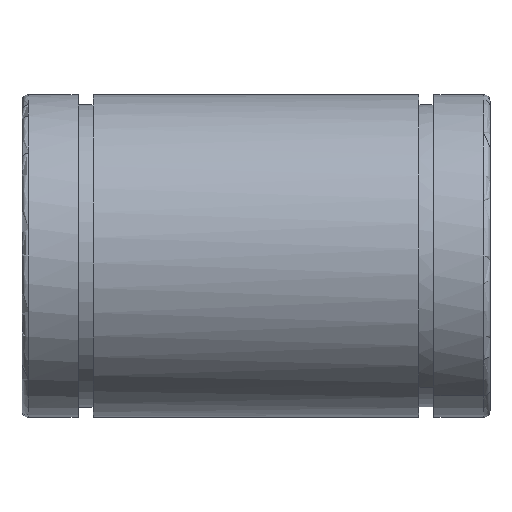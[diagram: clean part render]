
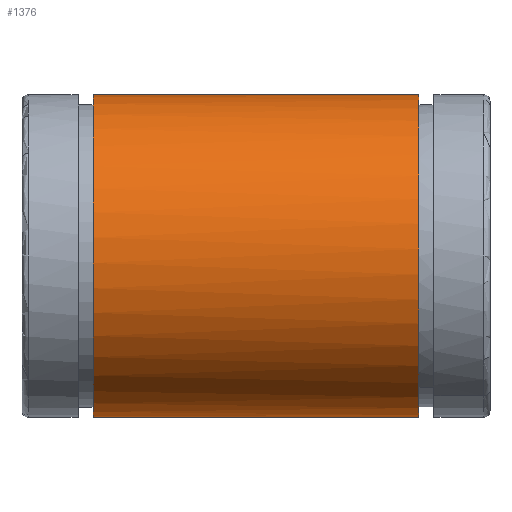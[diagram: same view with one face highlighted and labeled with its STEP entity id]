
A CAD part, front view. The second image highlights one B-rep face of the part: STEP entity #1376.
In plain terms, the highlighted cylindrical face has radius 20 mm (diameter 40 mm), a partial arc.
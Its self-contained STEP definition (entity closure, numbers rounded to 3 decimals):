
#1368=AXIS2_PLACEMENT_3D('Cylinder Axis2P3D',#1365,#1366,#1367) ;
#1220=CARTESIAN_POINT('Vertex',(49.2,0.,-20.)) ;
#1233=CARTESIAN_POINT('Vertex',(49.2,0.,20.)) ;
#1237=CARTESIAN_POINT('Control Point',(49.2,0.,-20.)) ;
#1238=CARTESIAN_POINT('Control Point',(49.2,-1.972,-20.)) ;
#1239=CARTESIAN_POINT('Control Point',(49.2,-3.944,-19.757)) ;
#1240=CARTESIAN_POINT('Control Point',(49.2,-5.876,-19.271)) ;
#1241=CARTESIAN_POINT('Control Point',(49.2,-9.58,-17.833)) ;
#1242=CARTESIAN_POINT('Control Point',(49.2,-12.824,-15.539)) ;
#1243=CARTESIAN_POINT('Control Point',(49.2,-14.296,-14.196)) ;
#1244=CARTESIAN_POINT('Control Point',(49.2,-16.878,-11.176)) ;
#1245=CARTESIAN_POINT('Control Point',(49.2,-18.65,-7.62)) ;
#1246=CARTESIAN_POINT('Control Point',(49.2,-19.311,-5.741)) ;
#1247=CARTESIAN_POINT('Control Point',(49.2,-20.157,-1.859)) ;
#1248=CARTESIAN_POINT('Control Point',(49.2,-20.036,2.113)) ;
#1249=CARTESIAN_POINT('Control Point',(49.2,-19.729,4.081)) ;
#1250=CARTESIAN_POINT('Control Point',(49.2,-18.637,7.902)) ;
#1251=CARTESIAN_POINT('Control Point',(49.2,-16.65,11.343)) ;
#1252=CARTESIAN_POINT('Control Point',(49.2,-15.449,12.932)) ;
#1253=CARTESIAN_POINT('Control Point',(49.2,-12.679,15.781)) ;
#1254=CARTESIAN_POINT('Control Point',(49.2,-9.3,17.872)) ;
#1255=CARTESIAN_POINT('Control Point',(49.2,-7.49,18.703)) ;
#1256=CARTESIAN_POINT('Control Point',(49.2,-4.889,19.526)) ;
#1257=CARTESIAN_POINT('Control Point',(49.2,-2.205,19.899)) ;
#1258=CARTESIAN_POINT('Control Point',(49.2,-1.471,19.966)) ;
#1259=CARTESIAN_POINT('Control Point',(49.2,-0.736,20.)) ;
#1260=CARTESIAN_POINT('Control Point',(49.2,0.,20.)) ;
#1302=CARTESIAN_POINT('Vertex',(8.8,0.,-20.)) ;
#1304=CARTESIAN_POINT('Vertex',(8.8,0.,20.)) ;
#1308=CARTESIAN_POINT('Control Point',(8.8,0.,20.)) ;
#1309=CARTESIAN_POINT('Control Point',(8.8,-1.972,20.)) ;
#1310=CARTESIAN_POINT('Control Point',(8.8,-3.944,19.757)) ;
#1311=CARTESIAN_POINT('Control Point',(8.8,-5.876,19.271)) ;
#1312=CARTESIAN_POINT('Control Point',(8.8,-9.58,17.833)) ;
#1313=CARTESIAN_POINT('Control Point',(8.8,-12.824,15.539)) ;
#1314=CARTESIAN_POINT('Control Point',(8.8,-14.296,14.196)) ;
#1315=CARTESIAN_POINT('Control Point',(8.8,-16.878,11.176)) ;
#1316=CARTESIAN_POINT('Control Point',(8.8,-18.65,7.62)) ;
#1317=CARTESIAN_POINT('Control Point',(8.8,-19.311,5.741)) ;
#1318=CARTESIAN_POINT('Control Point',(8.8,-20.157,1.859)) ;
#1319=CARTESIAN_POINT('Control Point',(8.8,-20.036,-2.113)) ;
#1320=CARTESIAN_POINT('Control Point',(8.8,-19.729,-4.081)) ;
#1321=CARTESIAN_POINT('Control Point',(8.8,-18.637,-7.902)) ;
#1322=CARTESIAN_POINT('Control Point',(8.8,-16.65,-11.343)) ;
#1323=CARTESIAN_POINT('Control Point',(8.8,-15.449,-12.932)) ;
#1324=CARTESIAN_POINT('Control Point',(8.8,-12.679,-15.781)) ;
#1325=CARTESIAN_POINT('Control Point',(8.8,-9.3,-17.872)) ;
#1326=CARTESIAN_POINT('Control Point',(8.8,-7.49,-18.703)) ;
#1327=CARTESIAN_POINT('Control Point',(8.8,-4.889,-19.526)) ;
#1328=CARTESIAN_POINT('Control Point',(8.8,-2.205,-19.899)) ;
#1329=CARTESIAN_POINT('Control Point',(8.8,-1.471,-19.966)) ;
#1330=CARTESIAN_POINT('Control Point',(8.8,-0.736,-20.)) ;
#1331=CARTESIAN_POINT('Control Point',(8.8,0.,-20.)) ;
#1347=CARTESIAN_POINT('Line Origine',(29.,0.,-20.)) ;
#1352=CARTESIAN_POINT('Line Origine',(29.,0.,20.)) ;
#1365=CARTESIAN_POINT('Axis2P3D Location',(29.,0.,0.)) ;
#1348=DIRECTION('Vector Direction',(1.,0.,0.)) ;
#1353=DIRECTION('Vector Direction',(1.,0.,0.)) ;
#1366=DIRECTION('Axis2P3D Direction',(1.,0.,0.)) ;
#1367=DIRECTION('Axis2P3D XDirection',(0.,0.,1.)) ;
#1349=VECTOR('Line Direction',#1348,1.) ;
#1354=VECTOR('Line Direction',#1353,1.) ;
#1371=ORIENTED_EDGE('',*,*,#1351,.T.) ;
#1372=ORIENTED_EDGE('',*,*,#1261,.T.) ;
#1373=ORIENTED_EDGE('',*,*,#1356,.T.) ;
#1374=ORIENTED_EDGE('',*,*,#1332,.T.) ;
#1376=ADVANCED_FACE('',(#1375),#1369,.T.) ;
#1236=B_SPLINE_CURVE_WITH_KNOTS('',5,(#1237,#1238,#1239,#1240,#1241,#1242,#1243,#1244,#1245,#1246,#1247,#1248,#1249,#1250,#1251,#1252,#1253,#1254,#1255,#1256,#1257,#1258,#1259,#1260),.UNSPECIFIED.,.F.,.U.,(6,3,3,3,3,3,3,6),(0.,13.943,27.885,41.828,55.77,69.713,83.656,88.857),.UNSPECIFIED.) ;
#1307=B_SPLINE_CURVE_WITH_KNOTS('',5,(#1308,#1309,#1310,#1311,#1312,#1313,#1314,#1315,#1316,#1317,#1318,#1319,#1320,#1321,#1322,#1323,#1324,#1325,#1326,#1327,#1328,#1329,#1330,#1331),.UNSPECIFIED.,.F.,.U.,(6,3,3,3,3,3,3,6),(0.,13.943,27.885,41.828,55.77,69.713,83.656,88.857),.UNSPECIFIED.) ;
#1369=CYLINDRICAL_SURFACE('generated cylinder',#1368,20.) ;
#1261=EDGE_CURVE('',#1221,#1234,#1236,.T.) ;
#1332=EDGE_CURVE('',#1305,#1303,#1307,.T.) ;
#1351=EDGE_CURVE('',#1303,#1221,#1350,.T.) ;
#1356=EDGE_CURVE('',#1234,#1305,#1355,.F.) ;
#1370=EDGE_LOOP('',(#1371,#1372,#1373,#1374)) ;
#1375=FACE_OUTER_BOUND('',#1370,.T.) ;
#1350=LINE('Line',#1347,#1349) ;
#1355=LINE('Line',#1352,#1354) ;
#1221=VERTEX_POINT('',#1220) ;
#1234=VERTEX_POINT('',#1233) ;
#1303=VERTEX_POINT('',#1302) ;
#1305=VERTEX_POINT('',#1304) ;
